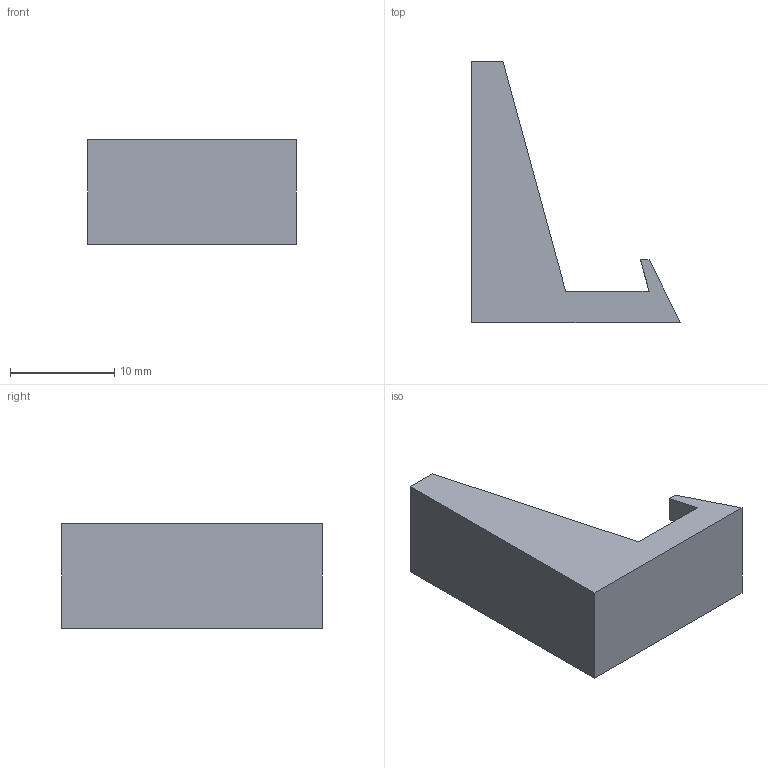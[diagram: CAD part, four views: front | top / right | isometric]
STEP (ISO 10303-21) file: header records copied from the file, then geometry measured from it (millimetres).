
FILE_DESCRIPTION(/* description */ (''),/* implementation_level */ '2;1');
FILE_NAME(/* name */ 'Spring-Holder v1.step',/* time_stamp */ '2024-08-11T23:00:42+02:00',/* author */ (''),/* organization */ (''),/* preprocessor_version */ 'ST-DEVELOPER v20',/* originating_system */ 'Autodesk Translation Framework v13.14.0.145',/* authorisation */ '');
FILE_SCHEMA (('AUTOMOTIVE_DESIGN { 1 0 10303 214 3 1 1 }'));
Length unit declared in the file: millimetre
Products named in the file (1): Konfiguration 1
Bounding box: 20 x 25 x 10 mm (x, y, z)
Volume: 1920.6 mm3; surface area: 1263.7 mm2
Topology: 1 solids, 1 shells, 19 faces, 47 edges, 30 vertices
Faces by surface type: plane 19
Entity records: 582 total; most frequent: CARTESIAN_POINT 97, ORIENTED_EDGE 94, DIRECTION 87, LINE 47, VECTOR 47, EDGE_CURVE 47, VERTEX_POINT 30, AXIS2_PLACEMENT_3D 20
